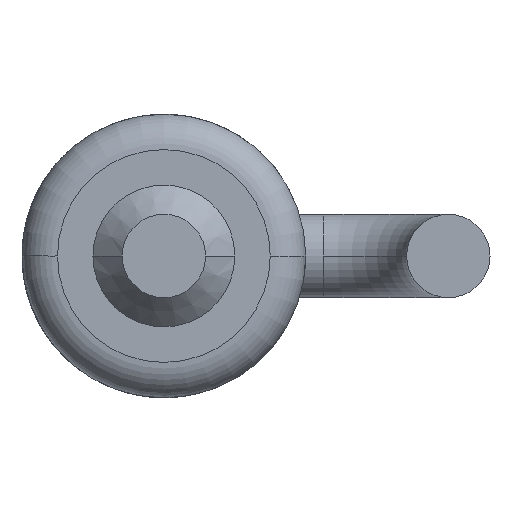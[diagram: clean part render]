
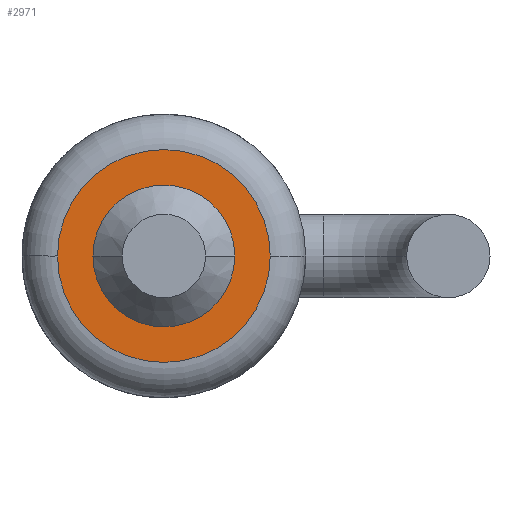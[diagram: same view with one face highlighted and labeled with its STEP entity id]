
A CAD part, front view. The second image highlights one B-rep face of the part: STEP entity #2971.
In plain terms, the highlighted planar face has unit normal (0, -1, 0).
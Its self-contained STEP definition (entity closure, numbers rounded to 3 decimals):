
#61 = CARTESIAN_POINT ( 'NONE',  ( -0.713, 1.21, 0. ) ) ;
#74 = CIRCLE ( 'NONE', #1898, 0.475 ) ;
#83 = DIRECTION ( 'NONE',  ( 1., 0., 0. ) ) ;
#270 = AXIS2_PLACEMENT_3D ( 'NONE', #61, #1608, #2186 ) ;
#297 = DIRECTION ( 'NONE',  ( 0., -1., 0. ) ) ;
#332 = EDGE_CURVE ( 'NONE', #665, #2372, #419, .T. ) ;
#419 = CIRCLE ( 'NONE', #1207, 0.475 ) ;
#490 = DIRECTION ( 'NONE',  ( 0., -1., 0. ) ) ;
#626 = ORIENTED_EDGE ( 'NONE', *, *, #2587, .T. ) ;
#653 = DIRECTION ( 'NONE',  ( 0., -1., 0. ) ) ;
#665 = VERTEX_POINT ( 'NONE', #2731 ) ;
#942 = DIRECTION ( 'NONE',  ( 1., 0., 0. ) ) ;
#943 = CARTESIAN_POINT ( 'NONE',  ( 0., 1.21, 0. ) ) ;
#1029 = CIRCLE ( 'NONE', #3202, 0.713 ) ;
#1122 = EDGE_LOOP ( 'NONE', ( #2994, #626 ) ) ;
#1185 = VERTEX_POINT ( 'NONE', #3271 ) ;
#1207 = AXIS2_PLACEMENT_3D ( 'NONE', #2001, #490, #3469 ) ;
#1327 = AXIS2_PLACEMENT_3D ( 'NONE', #943, #653, #2712 ) ;
#1574 = DIRECTION ( 'NONE',  ( 0., -1., 0. ) ) ;
#1608 = DIRECTION ( 'NONE',  ( 0., 1., 0. ) ) ;
#1788 = FACE_OUTER_BOUND ( 'NONE', #1122, .T. ) ;
#1803 = FACE_BOUND ( 'NONE', #2709, .T. ) ;
#1861 = CARTESIAN_POINT ( 'NONE',  ( -0.713, 1.21, 0. ) ) ;
#1898 = AXIS2_PLACEMENT_3D ( 'NONE', #2527, #1574, #83 ) ;
#2001 = CARTESIAN_POINT ( 'NONE',  ( 0., 1.21, 0. ) ) ;
#2186 = DIRECTION ( 'NONE',  ( -1., 0., 0. ) ) ;
#2322 = CIRCLE ( 'NONE', #1327, 0.713 ) ;
#2372 = VERTEX_POINT ( 'NONE', #3346 ) ;
#2402 = CARTESIAN_POINT ( 'NONE',  ( 0., 1.21, 0. ) ) ;
#2464 = ORIENTED_EDGE ( 'NONE', *, *, #332, .F. ) ;
#2527 = CARTESIAN_POINT ( 'NONE',  ( 0., 1.21, 0. ) ) ;
#2587 = EDGE_CURVE ( 'NONE', #3434, #1185, #2322, .T. ) ;
#2709 = EDGE_LOOP ( 'NONE', ( #2464, #3245 ) ) ;
#2712 = DIRECTION ( 'NONE',  ( 1., 0., 0. ) ) ;
#2714 = EDGE_CURVE ( 'NONE', #2372, #665, #74, .T. ) ;
#2731 = CARTESIAN_POINT ( 'NONE',  ( 0.475, 1.21, 0. ) ) ;
#2971 = ADVANCED_FACE ( 'NONE', ( #1803, #1788 ), #3547, .F. ) ;
#2994 = ORIENTED_EDGE ( 'NONE', *, *, #3545, .T. ) ;
#3202 = AXIS2_PLACEMENT_3D ( 'NONE', #2402, #297, #942 ) ;
#3245 = ORIENTED_EDGE ( 'NONE', *, *, #2714, .F. ) ;
#3271 = CARTESIAN_POINT ( 'NONE',  ( 0.713, 1.21, 0. ) ) ;
#3346 = CARTESIAN_POINT ( 'NONE',  ( -0.475, 1.21, 0. ) ) ;
#3434 = VERTEX_POINT ( 'NONE', #1861 ) ;
#3469 = DIRECTION ( 'NONE',  ( 1., 0., 0. ) ) ;
#3545 = EDGE_CURVE ( 'NONE', #1185, #3434, #1029, .T. ) ;
#3547 = PLANE ( 'NONE',  #270 ) ;
